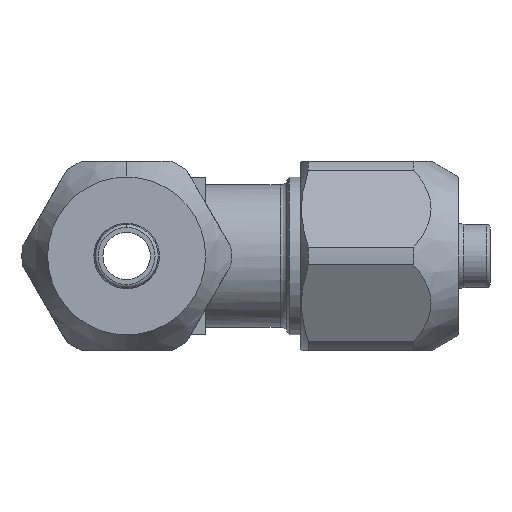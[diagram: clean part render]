
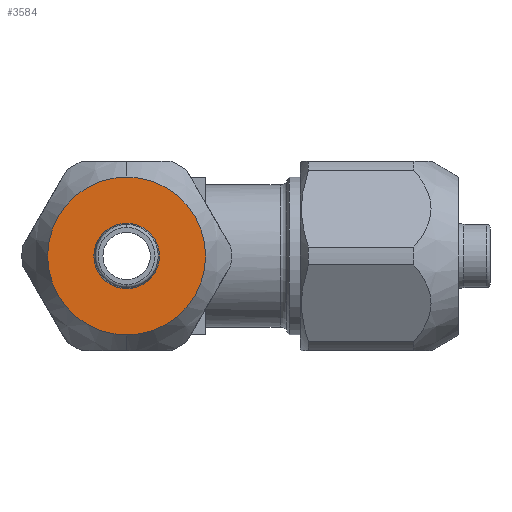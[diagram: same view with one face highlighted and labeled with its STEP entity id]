
A CAD part, left-side view. The second image highlights one B-rep face of the part: STEP entity #3584.
In plain terms, the highlighted planar face has unit normal (-1, 0, 0).
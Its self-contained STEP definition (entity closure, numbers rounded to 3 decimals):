
#90 = AXIS2_PLACEMENT_3D ( 'NONE', #3401, #3396, #3395 ) ;
#156 = AXIS2_PLACEMENT_3D ( 'NONE', #2491, #2492, #2493 ) ;
#169 = CIRCLE ( 'NONE', #156, 2.075 ) ;
#261 = VERTEX_POINT ( 'NONE', #827 ) ;
#268 = VERTEX_POINT ( 'NONE', #834 ) ;
#314 = VERTEX_POINT ( 'NONE', #880 ) ;
#315 = VERTEX_POINT ( 'NONE', #881 ) ;
#612 = ORIENTED_EDGE ( 'NONE', *, *, #3659, .F. ) ;
#740 = ORIENTED_EDGE ( 'NONE', *, *, #3680, .F. ) ;
#742 = ORIENTED_EDGE ( 'NONE', *, *, #3762, .F. ) ;
#774 = EDGE_LOOP ( 'NONE', ( #612, #740 ) ) ;
#780 = ORIENTED_EDGE ( 'NONE', *, *, #3685, .F. ) ;
#789 = EDGE_LOOP ( 'NONE', ( #780, #742 ) ) ;
#827 = CARTESIAN_POINT ( 'NONE',  ( -21., 0., -2.075 ) ) ;
#834 = CARTESIAN_POINT ( 'NONE',  ( -21., 0., 5. ) ) ;
#880 = CARTESIAN_POINT ( 'NONE',  ( -21., 0., -5. ) ) ;
#881 = CARTESIAN_POINT ( 'NONE',  ( -21., 0., 2.075 ) ) ;
#1188 = CARTESIAN_POINT ( 'NONE',  ( -21., 0., 0. ) ) ;
#1189 = DIRECTION ( 'NONE',  ( 1., 0., 0. ) ) ;
#1190 = DIRECTION ( 'NONE',  ( 0., 0., -1. ) ) ;
#1669 = FACE_BOUND ( 'NONE', #774, .T. ) ;
#1670 = FACE_OUTER_BOUND ( 'NONE', #789, .T. ) ;
#2491 = CARTESIAN_POINT ( 'NONE',  ( -21., 0., 0. ) ) ;
#2492 = DIRECTION ( 'NONE',  ( -1., 0., 0. ) ) ;
#2493 = DIRECTION ( 'NONE',  ( 0., 0., 1. ) ) ;
#2554 = CARTESIAN_POINT ( 'NONE',  ( -21., 0., 0. ) ) ;
#2555 = DIRECTION ( 'NONE',  ( -1., 0., 0. ) ) ;
#2556 = DIRECTION ( 'NONE',  ( 0., 0., 1. ) ) ;
#2565 = CARTESIAN_POINT ( 'NONE',  ( -21., 0., 0. ) ) ;
#2566 = DIRECTION ( 'NONE',  ( 1., 0., 0. ) ) ;
#2567 = DIRECTION ( 'NONE',  ( 0., 0., -1. ) ) ;
#3306 = AXIS2_PLACEMENT_3D ( 'NONE', #2554, #2555, #2556 ) ;
#3310 = CIRCLE ( 'NONE', #3322, 5. ) ;
#3322 = AXIS2_PLACEMENT_3D ( 'NONE', #2565, #2566, #2567 ) ;
#3333 = CIRCLE ( 'NONE', #3306, 2.075 ) ;
#3395 = DIRECTION ( 'NONE',  ( 0., 0., 1. ) ) ;
#3396 = DIRECTION ( 'NONE',  ( -1., 0., 0. ) ) ;
#3397 = PLANE ( 'NONE',  #90 ) ;
#3401 = CARTESIAN_POINT ( 'NONE',  ( -21., 5., 0. ) ) ;
#3407 = CIRCLE ( 'NONE', #3985, 5. ) ;
#3584 = ADVANCED_FACE ( 'NONE', ( #1669, #1670 ), #3397, .T. ) ;
#3659 = EDGE_CURVE ( 'NONE', #315, #261, #169, .T. ) ;
#3680 = EDGE_CURVE ( 'NONE', #261, #315, #3333, .T. ) ;
#3685 = EDGE_CURVE ( 'NONE', #314, #268, #3310, .T. ) ;
#3762 = EDGE_CURVE ( 'NONE', #268, #314, #3407, .T. ) ;
#3985 = AXIS2_PLACEMENT_3D ( 'NONE', #1188, #1189, #1190 ) ;
